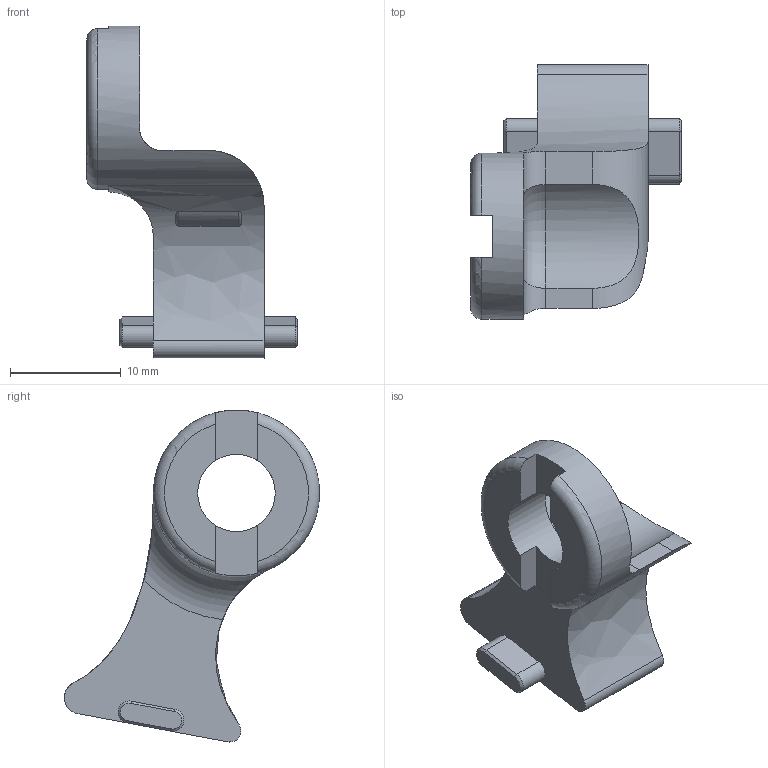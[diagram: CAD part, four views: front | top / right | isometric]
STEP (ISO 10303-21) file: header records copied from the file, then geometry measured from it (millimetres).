
FILE_DESCRIPTION(/* description */ (''),/* implementation_level */ '2;1');
FILE_NAME(/* name */ '颈部.step',/* time_stamp */ '2022-03-30T22:45:21+08:00',/* author */ (''),/* organization */ (''),/* preprocessor_version */ 'ST-DEVELOPER v18.1',/* originating_system */ 'Autodesk Translation Framework v10.14.0.1471',/* authorisation */ '');
FILE_SCHEMA (('AUTOMOTIVE_DESIGN { 1 0 10303 214 3 1 1 }'));
Length unit declared in the file: millimetre
Products named in the file (1): 颈部
Bounding box: 19 x 23.03 x 29.97 mm (x, y, z)
Volume: 2428 mm3; surface area: 1876.7 mm2
Topology: 1 solids, 1 shells, 52 faces, 141 edges, 90 vertices
Faces by surface type: plane 24, cylinder 10, bspline 10, cone 4, torus 4
Full cylindrical faces by diameter (mm): 7 x1
Entity records: 2348 total; most frequent: CARTESIAN_POINT 1080, ORIENTED_EDGE 282, DIRECTION 215, EDGE_CURVE 141, VERTEX_POINT 90, AXIS2_PLACEMENT_3D 74, LINE 67, VECTOR 67
